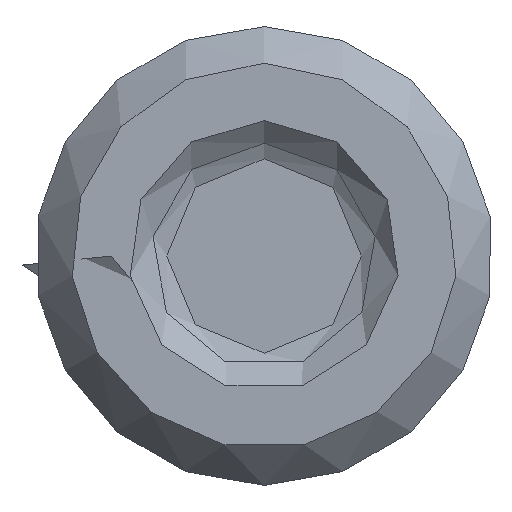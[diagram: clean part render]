
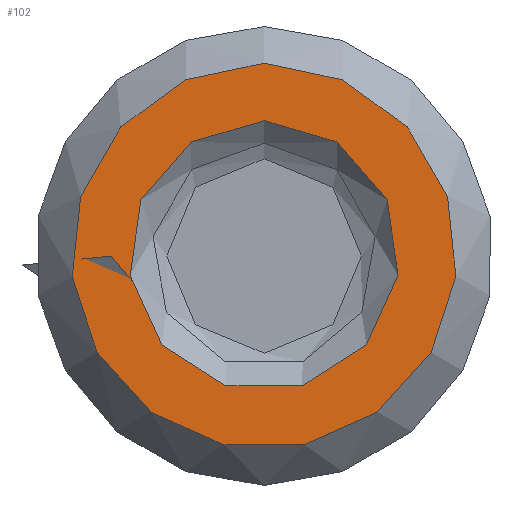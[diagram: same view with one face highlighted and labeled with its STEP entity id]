
A CAD part, left-side view. The second image highlights one B-rep face of the part: STEP entity #102.
In plain terms, the highlighted planar face has unit normal (-1, 0, 0).
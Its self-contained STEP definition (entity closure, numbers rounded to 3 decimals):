
#37=PLANE('',#341);
#102=ADVANCED_FACE('',(#142,#143),#37,.F.);
#142=FACE_BOUND('',#186,.T.);
#143=FACE_BOUND('',#187,.T.);
#186=EDGE_LOOP('',(#230));
#187=EDGE_LOOP('',(#231));
#230=ORIENTED_EDGE('',*,*,#277,.F.);
#231=ORIENTED_EDGE('',*,*,#278,.T.);
#255=VERTEX_POINT('',#546);
#256=VERTEX_POINT('',#559);
#277=EDGE_CURVE('',#255,#255,#299,.T.);
#278=EDGE_CURVE('',#256,#256,#300,.T.);
#299=CIRCLE('',#339,6.976);
#300=CIRCLE('',#340,9.939);
#339=AXIS2_PLACEMENT_3D('',#545,#419,#420);
#340=AXIS2_PLACEMENT_3D('',#558,#422,#423);
#341=AXIS2_PLACEMENT_3D('',#560,#424,#425);
#419=DIRECTION('',(-1.,0.,0.));
#420=DIRECTION('',(0.,0.,1.));
#422=DIRECTION('',(-1.,0.,0.));
#423=DIRECTION('',(0.,0.,1.));
#424=DIRECTION('',(1.,0.,0.));
#425=DIRECTION('',(0.,0.,-1.));
#545=CARTESIAN_POINT('',(1.591,0.,0.));
#546=CARTESIAN_POINT('',(1.591,0.,6.976));
#558=CARTESIAN_POINT('',(1.591,0.,0.));
#559=CARTESIAN_POINT('',(1.591,0.,9.939));
#560=CARTESIAN_POINT('',(1.591,9.939,0.));
